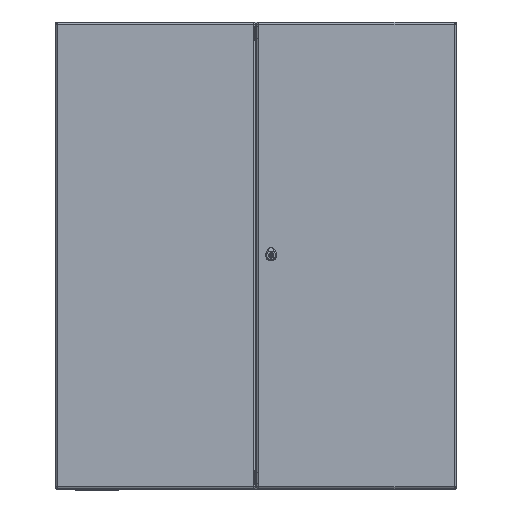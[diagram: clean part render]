
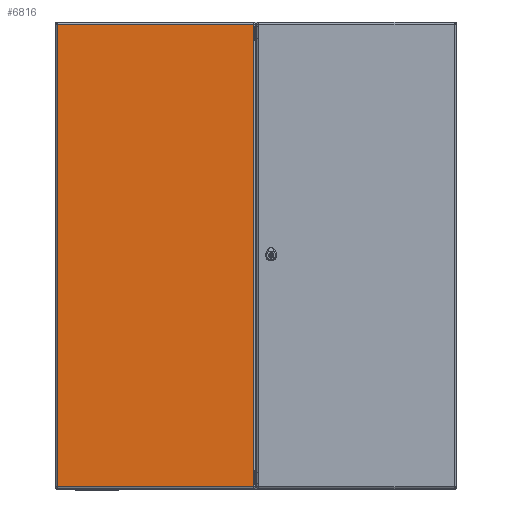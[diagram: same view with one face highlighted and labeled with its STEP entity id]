
A CAD part, top view. The second image highlights one B-rep face of the part: STEP entity #6816.
In plain terms, the highlighted face is planar.
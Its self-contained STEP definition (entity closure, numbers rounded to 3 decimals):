
#6816=ADVANCED_FACE('',(#8257),#7485,.F.);
#7485=PLANE('',#25790);
#8257=FACE_OUTER_BOUND('',#9707,.T.);
#9707=EDGE_LOOP('',(#14577,#14578,#14579,#14580));
#14577=ORIENTED_EDGE('',*,*,#20671,.T.);
#14578=ORIENTED_EDGE('',*,*,#20672,.T.);
#14579=ORIENTED_EDGE('',*,*,#20673,.T.);
#14580=ORIENTED_EDGE('',*,*,#20674,.T.);
#17962=VERTEX_POINT('',#42758);
#17963=VERTEX_POINT('',#42759);
#17964=VERTEX_POINT('',#42761);
#17965=VERTEX_POINT('',#42763);
#20671=EDGE_CURVE('',#17962,#17963,#22385,.T.);
#20672=EDGE_CURVE('',#17963,#17964,#22386,.T.);
#20673=EDGE_CURVE('',#17964,#17965,#22387,.T.);
#20674=EDGE_CURVE('',#17965,#17962,#22388,.T.);
#22385=LINE('',#42757,#23663);
#22386=LINE('',#42760,#23664);
#22387=LINE('',#42762,#23665);
#22388=LINE('',#42764,#23666);
#23663=VECTOR('',#30926,1.);
#23664=VECTOR('',#30927,1.);
#23665=VECTOR('',#30928,1.);
#23666=VECTOR('',#30929,1.);
#25790=AXIS2_PLACEMENT_3D('',#42765,#30930,#30931);
#30926=DIRECTION('',(-1.,0.,0.));
#30927=DIRECTION('',(0.,1.,0.));
#30928=DIRECTION('',(1.,0.,0.));
#30929=DIRECTION('',(0.,-1.,0.));
#30930=DIRECTION('',(0.,0.,1.));
#30931=DIRECTION('',(1.,0.,0.));
#42757=CARTESIAN_POINT('',(0.,-693.5,0.));
#42758=CARTESIAN_POINT('',(294.,-693.5,0.));
#42759=CARTESIAN_POINT('',(-294.,-693.5,0.));
#42760=CARTESIAN_POINT('',(-294.,0.,0.));
#42761=CARTESIAN_POINT('',(-294.,693.5,0.));
#42762=CARTESIAN_POINT('',(0.,693.5,0.));
#42763=CARTESIAN_POINT('',(294.,693.5,0.));
#42764=CARTESIAN_POINT('',(294.,0.,0.));
#42765=CARTESIAN_POINT('',(0.,0.,0.));
